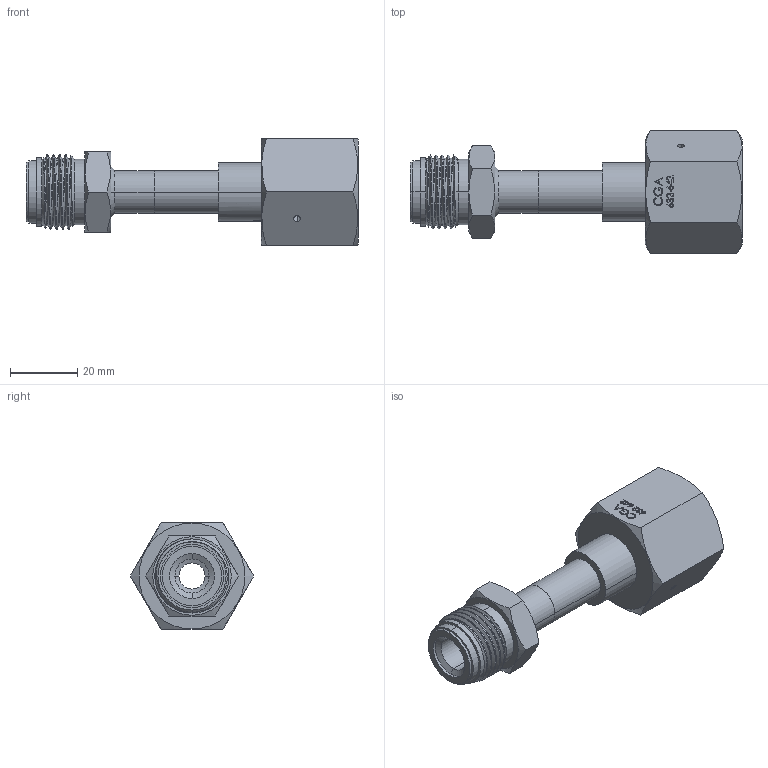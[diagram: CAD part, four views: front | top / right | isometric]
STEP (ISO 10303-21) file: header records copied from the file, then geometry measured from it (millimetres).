
FILE_DESCRIPTION (( 'STEP AP203' ), '1' );
FILE_NAME ('INL-632SS-8MFSS.STEP', '2025-01-09T17:59:53', ( '' ), ( '' ), 'SwSTEP 2.0', 'SolidWorks 2018', '' );
FILE_SCHEMA (( 'CONFIG_CONTROL_DESIGN' ));
Length unit declared in the file: inch
Products named in the file (1): INL-632SS-8MFSS
Bounding box: 98.73 x 36.66 x 31.75 mm (x, y, z)
Volume: 30168.9 mm3; surface area: 19088.5 mm2
Topology: 3 solids, 3 shells, 521 faces, 1531 edges, 1063 vertices
Faces by surface type: bspline 208, plane 164, cylinder 97, cone 30, torus 22
Entity records: 36480 total; most frequent: CARTESIAN_POINT 24483, ORIENTED_EDGE 3062, DIRECTION 1559, EDGE_CURVE 1531, VERTEX_POINT 1063, B_SPLINE_CURVE_WITH_KNOTS 834, EDGE_LOOP 578, AXIS2_PLACEMENT_3D 568
